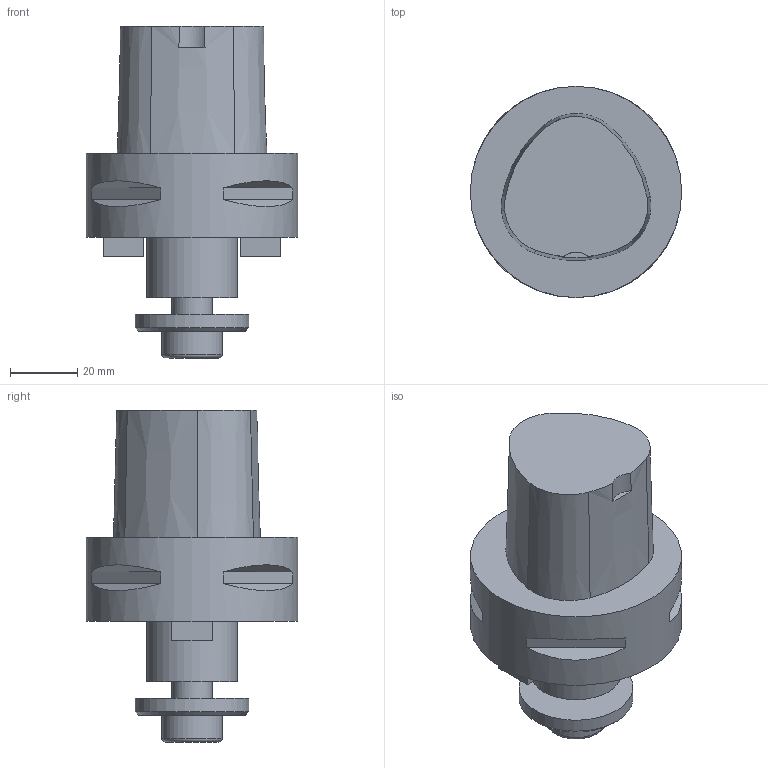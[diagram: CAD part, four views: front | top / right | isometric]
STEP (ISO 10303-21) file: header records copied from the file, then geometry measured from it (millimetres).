
FILE_DESCRIPTION(/* description */ ('3-D model version:1'),/* implementation_level */ '2;1');
FILE_NAME(/* name */ 'C6-391.05C-27025M',/* time_stamp */ '2016-12-02T14:00:32',/* author */ ('InteractiveCad'),/* organization */ ('AB Sandvik Coromant'),/* preprocessor_version */ 'ST-DEVELOPER v11',/* originating_system */ 'SIEMENS UGS NX 6.0',/* authorization */ '');
FILE_SCHEMA(('AUTOMOTIVE_DESIGN'));
Length unit declared in the file: millimetre
Products named in the file (1): C6_391_05C_27025M_SIM
Bounding box: 63 x 63 x 99 mm (x, y, z)
Volume: 149671 mm3; surface area: 22501.4 mm2
Topology: 1 solids, 2 shells, 67 faces, 142 edges, 95 vertices
Faces by surface type: plane 37, cylinder 15, cone 12, torus 3
Full cylindrical faces by diameter (mm): 4 x4, 8.5 x2, 8.9 x2, 12 x1, 13 x1, 18 x1, 27 x1, 34 x1, 63 x1
Entity records: 1704 total; most frequent: DIRECTION 304, CARTESIAN_POINT 269, ORIENTED_EDGE 212, AXIS2_PLACEMENT_3D 129, EDGE_LOOP 106, EDGE_CURVE 106, VERTEX_POINT 86, FACE_BOUND 76
